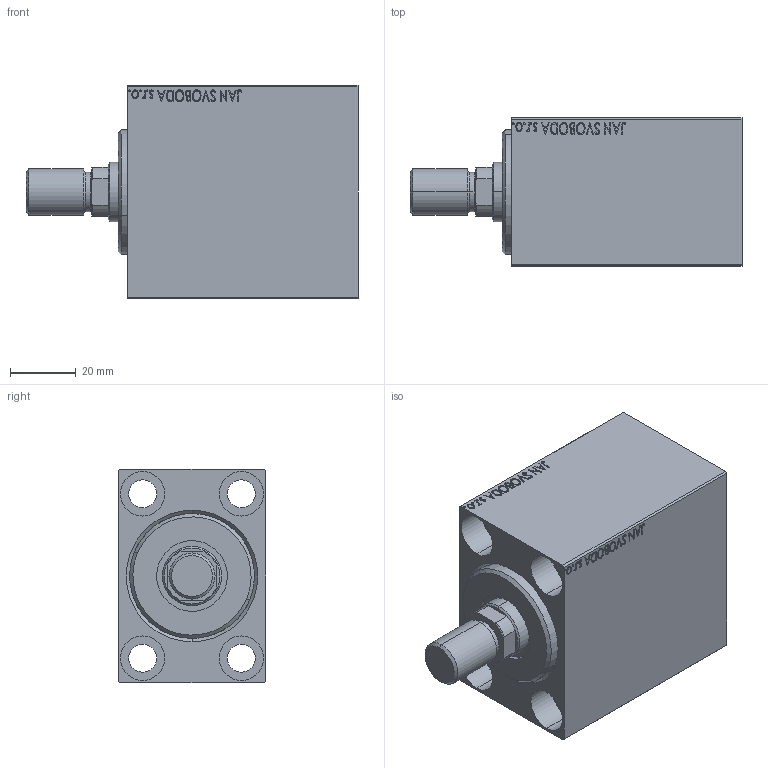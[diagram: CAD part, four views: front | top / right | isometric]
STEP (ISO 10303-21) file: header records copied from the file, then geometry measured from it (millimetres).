
FILE_DESCRIPTION (( 'STEP AP203' ), '1' );
FILE_NAME ('31bf.STEP', '2021-03-19T09:45:56', ( '' ), ( '' ), 'SwSTEP 2.0', 'SolidWorks 2019', '' );
FILE_SCHEMA (( 'CONFIG_CONTROL_DESIGN' ));
Length unit declared in the file: millimetre
Products named in the file (5): V450CM_MALE_METRIC 99a6ba8d7d07de129e9cbd5b89b0b941; V450CM_C 99a6ba8d7d07de129e9cbd5b89b0b941; V450CM_VC_B 99a6ba8d7d07de129e9cbd5b89b0b941; V450CM_C_VCP 99a6ba8d7d07de129e9cbd5b89b0b941; 31bf
Assembly tree (4 placements, depth 2):
  31bf
    V450CM_C 99a6ba8d7d07de129e9cbd5b89b0b941
    V450CM_C_VCP 99a6ba8d7d07de129e9cbd5b89b0b941
    V450CM_VC_B 99a6ba8d7d07de129e9cbd5b89b0b941
    V450CM_MALE_METRIC 99a6ba8d7d07de129e9cbd5b89b0b941
Bounding box: 101 x 45 x 65 mm (x, y, z)
Volume: 181076.7 mm3; surface area: 48861.4 mm2
Topology: 4 solids, 4 shells, 876 faces, 2239 edges, 1483 vertices
Faces by surface type: plane 412, bspline 380, cylinder 66, cone 16, torus 2
Entity records: 44502 total; most frequent: CARTESIAN_POINT 25211, ORIENTED_EDGE 4474, DIRECTION 2619, EDGE_CURVE 2237, VERTEX_POINT 1483, LINE 1313, VECTOR 1313, EDGE_LOOP 1004
